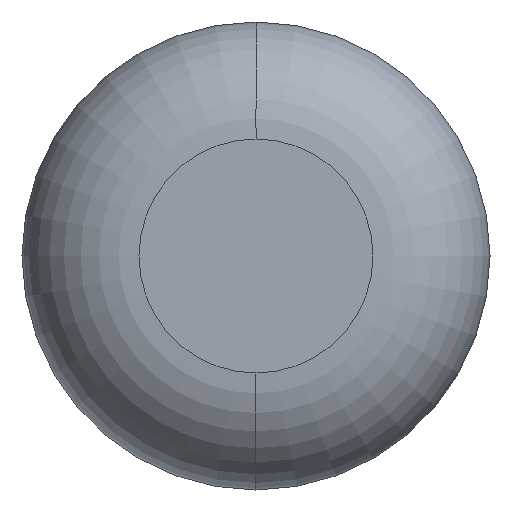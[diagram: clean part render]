
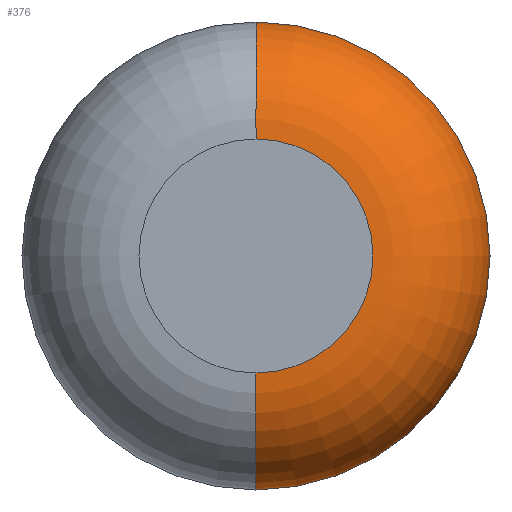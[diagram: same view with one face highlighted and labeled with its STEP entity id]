
A CAD part, front view. The second image highlights one B-rep face of the part: STEP entity #376.
In plain terms, the highlighted toroidal (fillet/blend) face has major radius 6.35 mm and minor radius 6.35 mm.
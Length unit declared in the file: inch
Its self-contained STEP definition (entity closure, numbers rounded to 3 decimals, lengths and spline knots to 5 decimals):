
#3 = DIRECTION ( 'NONE',  ( -1., 0., 0. ) ) ;
#9 = FACE_OUTER_BOUND ( 'NONE', #326, .T. ) ;
#11 = VERTEX_POINT ( 'NONE', #63 ) ;
#35 = AXIS2_PLACEMENT_3D ( 'NONE', #366, #38, #111 ) ;
#38 = DIRECTION ( 'NONE',  ( 1., 0., 0. ) ) ;
#39 = DIRECTION ( 'NONE',  ( 0., 0., -1. ) ) ;
#42 = CARTESIAN_POINT ( 'NONE',  ( 0., 0., 0. ) ) ;
#44 = EDGE_CURVE ( 'NONE', #104, #162, #294, .T. ) ;
#60 = CARTESIAN_POINT ( 'NONE',  ( 0., 0.25, -0.25 ) ) ;
#63 = CARTESIAN_POINT ( 'NONE',  ( 0., 0.25, 0.5 ) ) ;
#97 = ORIENTED_EDGE ( 'NONE', *, *, #115, .T. ) ;
#103 = CARTESIAN_POINT ( 'NONE',  ( 0., 0., 0.25 ) ) ;
#104 = VERTEX_POINT ( 'NONE', #257 ) ;
#108 = DIRECTION ( 'NONE',  ( 0., -1., 0. ) ) ;
#111 = DIRECTION ( 'NONE',  ( 0., 0., -1. ) ) ;
#115 = EDGE_CURVE ( 'NONE', #267, #11, #387, .T. ) ;
#160 = CIRCLE ( 'NONE', #35, 0.25 ) ;
#162 = VERTEX_POINT ( 'NONE', #103 ) ;
#166 = DIRECTION ( 'NONE',  ( 0., -1., 0. ) ) ;
#180 = ORIENTED_EDGE ( 'NONE', *, *, #296, .T. ) ;
#182 = CARTESIAN_POINT ( 'NONE',  ( 0., 0.25, 0. ) ) ;
#183 = AXIS2_PLACEMENT_3D ( 'NONE', #42, #166, #39 ) ;
#192 = TOROIDAL_SURFACE ( 'NONE', #299, 0.25, 0.25 ) ;
#198 = DIRECTION ( 'NONE',  ( 0., 0., -1. ) ) ;
#205 = ORIENTED_EDGE ( 'NONE', *, *, #243, .F. ) ;
#214 = DIRECTION ( 'NONE',  ( 0., -1., 0. ) ) ;
#223 = CIRCLE ( 'NONE', #305, 0.25 ) ;
#225 = CARTESIAN_POINT ( 'NONE',  ( 0., 0.25, 0. ) ) ;
#229 = AXIS2_PLACEMENT_3D ( 'NONE', #225, #108, #198 ) ;
#243 = EDGE_CURVE ( 'NONE', #267, #104, #223, .T. ) ;
#253 = ORIENTED_EDGE ( 'NONE', *, *, #44, .F. ) ;
#257 = CARTESIAN_POINT ( 'NONE',  ( 0., 0., -0.25 ) ) ;
#264 = DIRECTION ( 'NONE',  ( 0., 0., -1. ) ) ;
#267 = VERTEX_POINT ( 'NONE', #301 ) ;
#270 = DIRECTION ( 'NONE',  ( 0., 0., 1. ) ) ;
#294 = CIRCLE ( 'NONE', #183, 0.25 ) ;
#296 = EDGE_CURVE ( 'NONE', #11, #162, #160, .T. ) ;
#299 = AXIS2_PLACEMENT_3D ( 'NONE', #182, #214, #264 ) ;
#301 = CARTESIAN_POINT ( 'NONE',  ( 0., 0.25, -0.5 ) ) ;
#305 = AXIS2_PLACEMENT_3D ( 'NONE', #60, #3, #270 ) ;
#326 = EDGE_LOOP ( 'NONE', ( #97, #180, #253, #205 ) ) ;
#366 = CARTESIAN_POINT ( 'NONE',  ( 0., 0.25, 0.25 ) ) ;
#376 = ADVANCED_FACE ( 'NONE', ( #9 ), #192, .T. ) ;
#387 = CIRCLE ( 'NONE', #229, 0.5 ) ;
